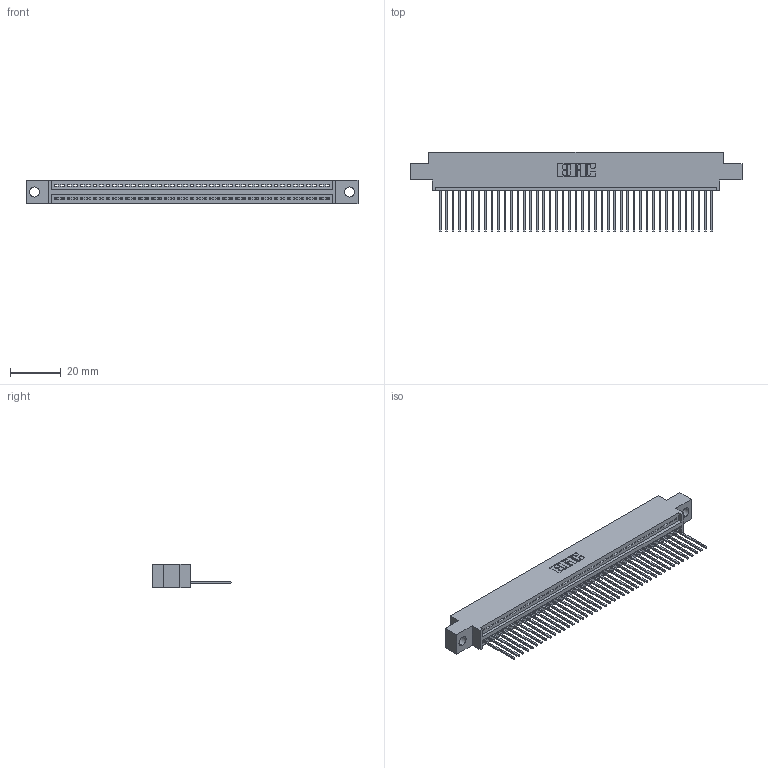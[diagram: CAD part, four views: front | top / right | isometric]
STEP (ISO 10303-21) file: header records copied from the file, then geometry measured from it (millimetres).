
FILE_DESCRIPTION (( 'STEP AP203' ), '1' );
FILE_NAME ('395-043-542-604.STEP', '2018-11-15T16:23:52', ( '' ), ( '' ), 'SwSTEP 2.0', 'SolidWorks 2016', '' );
FILE_SCHEMA (( 'CONFIG_CONTROL_DESIGN' ));
Length unit declared in the file: inch
Products named in the file (3): 395-043-542-604; 345 Part_0.170 Offset - 0.156 Dia-TH; 345-292-001_345-293-142
Assembly tree (44 placements, depth 2):
  395-043-542-604
    345 Part_0.170 Offset - 0.156 Dia-TH
    345-292-001_345-293-142  x43
Bounding box: 130.43 x 31.29 x 9.4 mm (x, y, z)
Volume: 12290.9 mm3; surface area: 16887.4 mm2
Topology: 44 solids, 44 shells, 2624 faces, 7921 edges, 5222 vertices
Faces by surface type: plane 1804, cylinder 820
Entity records: 32381 total; most frequent: CARTESIAN_POINT 5617, ORIENTED_EDGE 5594, DIRECTION 4903, EDGE_CURVE 2797, VECTOR 2493, LINE 2493, VERTEX_POINT 1862, AXIS2_PLACEMENT_3D 1205
